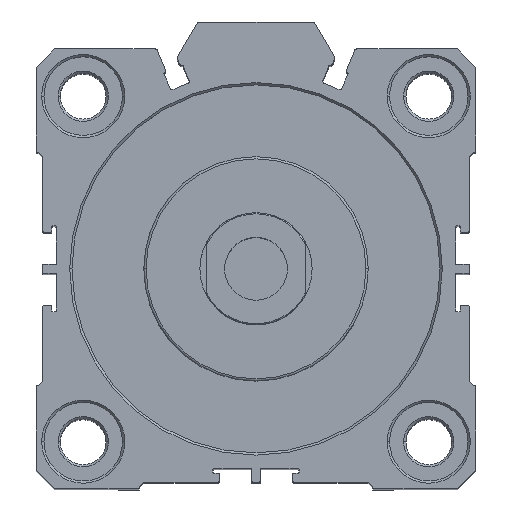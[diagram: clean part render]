
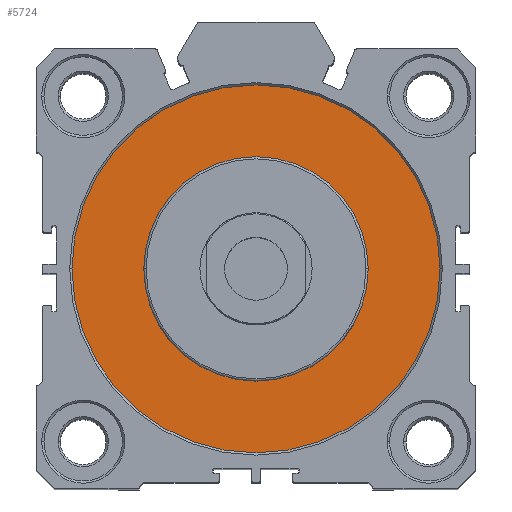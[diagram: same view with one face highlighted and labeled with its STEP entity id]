
A CAD part, top view. The second image highlights one B-rep face of the part: STEP entity #5724.
In plain terms, the highlighted planar face has unit normal (0, 0, 1).
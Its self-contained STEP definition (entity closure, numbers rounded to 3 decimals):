
#64 = VERTEX_POINT ( 'NONE', #8006 ) ;
#795 = CARTESIAN_POINT ( 'NONE',  ( 0., 0., 71.35 ) ) ;
#1884 = CARTESIAN_POINT ( 'NONE',  ( -25., 0., 71.35 ) ) ;
#1899 = ORIENTED_EDGE ( 'NONE', *, *, #4592, .F. ) ;
#1907 = DIRECTION ( 'NONE',  ( 0., 0., 1. ) ) ;
#2068 = PLANE ( 'NONE',  #3009 ) ;
#2151 = CARTESIAN_POINT ( 'NONE',  ( 0., 0., 71.35 ) ) ;
#2341 = EDGE_CURVE ( 'NONE', #4951, #7289, #2568, .T. ) ;
#2469 = CIRCLE ( 'NONE', #5506, 41. ) ;
#2514 = AXIS2_PLACEMENT_3D ( 'NONE', #6588, #2783, #7223 ) ;
#2568 = CIRCLE ( 'NONE', #2514, 25. ) ;
#2701 = DIRECTION ( 'NONE',  ( 0., 0., 1. ) ) ;
#2783 = DIRECTION ( 'NONE',  ( 0., 0., 1. ) ) ;
#2793 = ORIENTED_EDGE ( 'NONE', *, *, #2341, .F. ) ;
#2800 = DIRECTION ( 'NONE',  ( 1., 0., 0. ) ) ;
#2987 = EDGE_LOOP ( 'NONE', ( #4101, #3596 ) ) ;
#3009 = AXIS2_PLACEMENT_3D ( 'NONE', #795, #3336, #7793 ) ;
#3141 = CARTESIAN_POINT ( 'NONE',  ( -41., 0., 71.35 ) ) ;
#3336 = DIRECTION ( 'NONE',  ( 0., 0., 1. ) ) ;
#3596 = ORIENTED_EDGE ( 'NONE', *, *, #4840, .T. ) ;
#3675 = FACE_OUTER_BOUND ( 'NONE', #2987, .T. ) ;
#3694 = CIRCLE ( 'NONE', #4486, 41. ) ;
#3796 = EDGE_LOOP ( 'NONE', ( #2793, #1899 ) ) ;
#4101 = ORIENTED_EDGE ( 'NONE', *, *, #7623, .T. ) ;
#4486 = AXIS2_PLACEMENT_3D ( 'NONE', #2151, #6598, #2800 ) ;
#4592 = EDGE_CURVE ( 'NONE', #7289, #4951, #7475, .T. ) ;
#4840 = EDGE_CURVE ( 'NONE', #6088, #64, #3694, .T. ) ;
#4895 = CARTESIAN_POINT ( 'NONE',  ( 25., 0., 71.35 ) ) ;
#4951 = VERTEX_POINT ( 'NONE', #1884 ) ;
#5506 = AXIS2_PLACEMENT_3D ( 'NONE', #6485, #2701, #7126 ) ;
#5717 = CARTESIAN_POINT ( 'NONE',  ( 0., 0., 71.35 ) ) ;
#5724 = ADVANCED_FACE ( 'NONE', ( #7045, #3675 ), #2068, .T. ) ;
#6088 = VERTEX_POINT ( 'NONE', #3141 ) ;
#6335 = AXIS2_PLACEMENT_3D ( 'NONE', #5717, #1907, #6346 ) ;
#6346 = DIRECTION ( 'NONE',  ( 1., 0., 0. ) ) ;
#6485 = CARTESIAN_POINT ( 'NONE',  ( 0., 0., 71.35 ) ) ;
#6588 = CARTESIAN_POINT ( 'NONE',  ( 0., 0., 71.35 ) ) ;
#6598 = DIRECTION ( 'NONE',  ( 0., 0., 1. ) ) ;
#7045 = FACE_BOUND ( 'NONE', #3796, .T. ) ;
#7126 = DIRECTION ( 'NONE',  ( 1., 0., 0. ) ) ;
#7223 = DIRECTION ( 'NONE',  ( 1., 0., 0. ) ) ;
#7289 = VERTEX_POINT ( 'NONE', #4895 ) ;
#7475 = CIRCLE ( 'NONE', #6335, 25. ) ;
#7623 = EDGE_CURVE ( 'NONE', #64, #6088, #2469, .T. ) ;
#7793 = DIRECTION ( 'NONE',  ( 1., 0., 0. ) ) ;
#8006 = CARTESIAN_POINT ( 'NONE',  ( 41., 0., 71.35 ) ) ;
